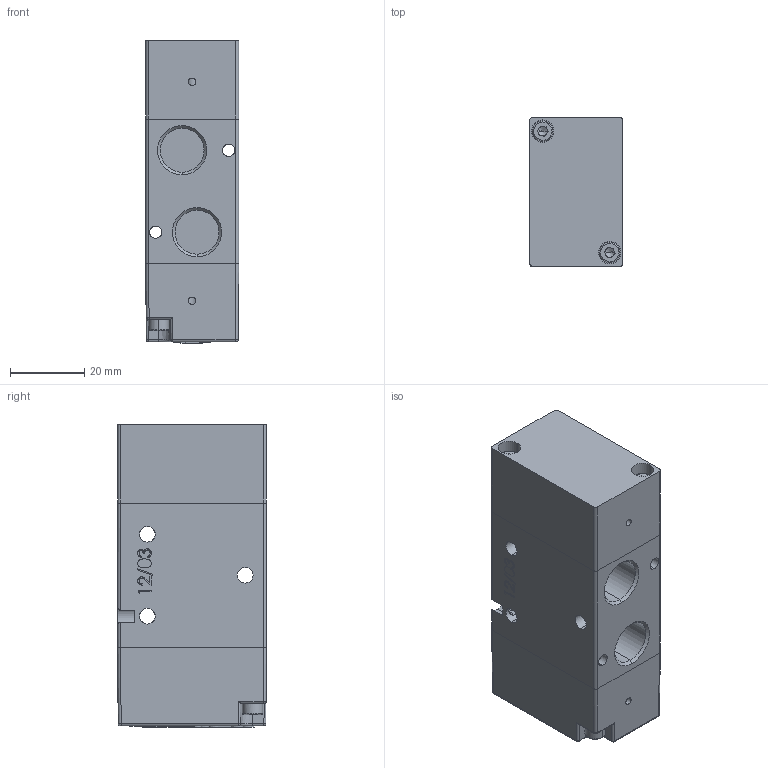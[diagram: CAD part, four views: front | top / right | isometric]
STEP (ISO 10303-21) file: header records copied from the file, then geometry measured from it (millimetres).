
FILE_DESCRIPTION (( 'STEP AP214' ), '1' );
FILE_NAME ('01_024_4.STEP', '2016-01-20T15:44:57', ( '' ), ( '' ), 'SwSTEP 2.0', 'SolidWorks 2016', '' );
FILE_SCHEMA (( 'AUTOMOTIVE_DESIGN' ));
Length unit declared in the file: millimetre
Products named in the file (1): 01_024_4
Bounding box: 25.1 x 40 x 81.2 mm (x, y, z)
Volume: 71843.1 mm3; surface area: 23405.4 mm2
Topology: 8 solids, 8 shells, 1648 faces, 4051 edges, 2430 vertices
Faces by surface type: cone 716, plane 426, cylinder 408, bspline 73, sphere 14, torus 11
Entity records: 53783 total; most frequent: CARTESIAN_POINT 14134, DIRECTION 8531, ORIENTED_EDGE 8066, EDGE_CURVE 4033, AXIS2_PLACEMENT_3D 3136, VERTEX_POINT 2425, VECTOR 2259, LINE 2259
